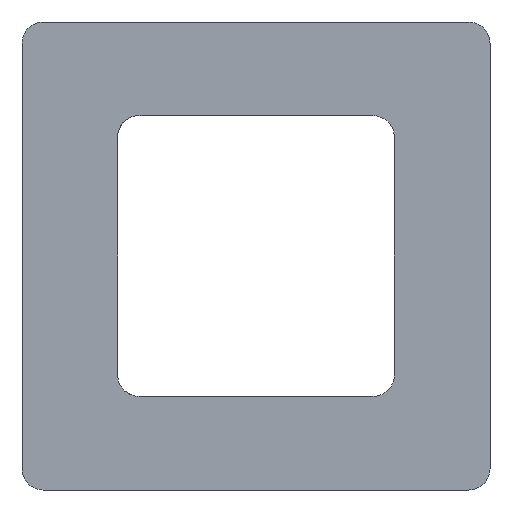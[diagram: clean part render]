
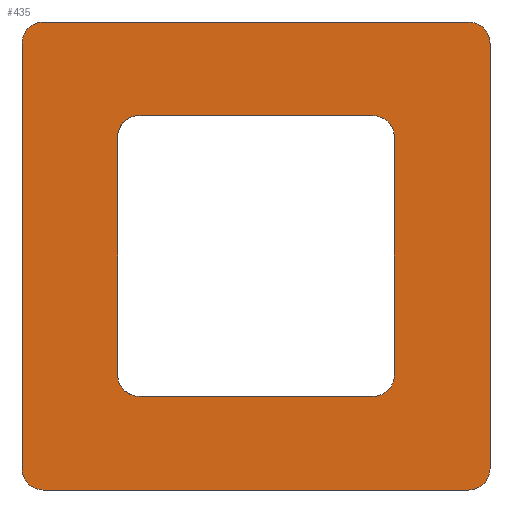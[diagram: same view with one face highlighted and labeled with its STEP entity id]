
A CAD part, front view. The second image highlights one B-rep face of the part: STEP entity #435.
In plain terms, the highlighted free-form (B-spline) face has degree [1, 1] with [2, 2] control points.
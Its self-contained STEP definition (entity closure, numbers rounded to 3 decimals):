
#10=CARTESIAN_POINT('',(6.5,0.0,-5.6));
#11=VERTEX_POINT('',#10);
#12=CARTESIAN_POINT('',(6.5,0.0,5.6));
#13=VERTEX_POINT('',#12);
#14=CARTESIAN_POINT('',(6.5,0.0,-5.6));
#15=CARTESIAN_POINT('',(6.5,0.0,5.6));
#16=QUASI_UNIFORM_CURVE('',1,(#14,#15),.UNSPECIFIED.,.F.,.U.);
#17=EDGE_CURVE('',#11,#13,#16,.T.);
#55=CARTESIAN_POINT('',(5.5,0.0,6.6));
#56=VERTEX_POINT('',#55);
#57=CARTESIAN_POINT('',(6.5,0.0,5.6));
#58=CARTESIAN_POINT('',(6.5,0.0,5.665));
#59=CARTESIAN_POINT('',(6.487,0.0,5.796));
#60=CARTESIAN_POINT('',(6.424,0.0,6.005));
#61=CARTESIAN_POINT('',(6.319,0.0,6.187));
#62=CARTESIAN_POINT('',(6.173,0.0,6.348));
#63=CARTESIAN_POINT('',(5.988,0.0,6.486));
#64=CARTESIAN_POINT('',(5.754,0.0,6.579));
#65=CARTESIAN_POINT('',(5.578,0.0,6.6));
#66=CARTESIAN_POINT('',(5.5,0.0,6.6));
#67=B_SPLINE_CURVE_WITH_KNOTS('',3,(#57,#58,#59,#60,#61,#62,#63,#64,#65,#66),.UNSPECIFIED.,.F.,.U.,(4,1,1,1,1,1,1,4),(0.,0.196,0.393,0.65,0.822,1.043,1.338,1.571),.UNSPECIFIED.);
#68=EDGE_CURVE('',#13,#56,#67,.T.);
#99=CARTESIAN_POINT('',(-5.5,0.0,6.6));
#100=VERTEX_POINT('',#99);
#101=CARTESIAN_POINT('',(5.5,0.0,6.6));
#102=CARTESIAN_POINT('',(-5.5,0.0,6.6));
#103=QUASI_UNIFORM_CURVE('',1,(#101,#102),.UNSPECIFIED.,.F.,.U.);
#104=EDGE_CURVE('',#56,#100,#103,.T.);
#136=CARTESIAN_POINT('',(-6.5,0.0,5.6));
#137=VERTEX_POINT('',#136);
#138=CARTESIAN_POINT('',(-5.5,0.0,6.6));
#139=CARTESIAN_POINT('',(-5.574,0.0,6.6));
#140=CARTESIAN_POINT('',(-5.713,0.0,6.585));
#141=CARTESIAN_POINT('',(-5.9,0.0,6.523));
#142=CARTESIAN_POINT('',(-6.048,0.0,6.442));
#143=CARTESIAN_POINT('',(-6.187,0.0,6.334));
#144=CARTESIAN_POINT('',(-6.312,0.0,6.197));
#145=CARTESIAN_POINT('',(-6.411,0.0,6.026));
#146=CARTESIAN_POINT('',(-6.481,0.0,5.829));
#147=CARTESIAN_POINT('',(-6.5,0.0,5.686));
#148=CARTESIAN_POINT('',(-6.5,0.0,5.6));
#149=B_SPLINE_CURVE_WITH_KNOTS('',3,(#138,#139,#140,#141,#142,#143,#144,#145,#146,#147,#148),.UNSPECIFIED.,.F.,.U.,(4,1,1,1,1,1,1,1,4),(0.,0.221,0.417,0.589,0.724,0.945,1.141,1.313,1.571),.UNSPECIFIED.);
#150=EDGE_CURVE('',#100,#137,#149,.T.);
#181=CARTESIAN_POINT('',(-6.5,0.0,-5.6));
#182=VERTEX_POINT('',#181);
#183=CARTESIAN_POINT('',(-6.5,0.0,5.6));
#184=CARTESIAN_POINT('',(-6.5,0.0,-5.6));
#185=QUASI_UNIFORM_CURVE('',1,(#183,#184),.UNSPECIFIED.,.F.,.U.);
#186=EDGE_CURVE('',#137,#182,#185,.T.);
#218=CARTESIAN_POINT('',(-5.5,0.0,-6.6));
#219=VERTEX_POINT('',#218);
#220=CARTESIAN_POINT('',(-6.5,0.0,-5.6));
#221=CARTESIAN_POINT('',(-6.5,0.0,-5.719));
#222=CARTESIAN_POINT('',(-6.463,0.0,-5.923));
#223=CARTESIAN_POINT('',(-6.331,0.0,-6.175));
#224=CARTESIAN_POINT('',(-6.155,0.0,-6.371));
#225=CARTESIAN_POINT('',(-5.94,0.0,-6.511));
#226=CARTESIAN_POINT('',(-5.709,0.0,-6.586));
#227=CARTESIAN_POINT('',(-5.565,0.0,-6.6));
#228=CARTESIAN_POINT('',(-5.5,0.0,-6.6));
#229=B_SPLINE_CURVE_WITH_KNOTS('',3,(#220,#221,#222,#223,#224,#225,#226,#227,#228),.UNSPECIFIED.,.F.,.U.,(4,1,1,1,1,1,4),(0.,0.356,0.614,0.847,1.141,1.374,1.571),.UNSPECIFIED.);
#230=EDGE_CURVE('',#182,#219,#229,.T.);
#262=CARTESIAN_POINT('',(5.5,0.0,-6.6));
#263=VERTEX_POINT('',#262);
#264=CARTESIAN_POINT('',(-5.5,0.0,-6.6));
#265=CARTESIAN_POINT('',(5.5,0.0,-6.6));
#266=QUASI_UNIFORM_CURVE('',1,(#264,#265),.UNSPECIFIED.,.F.,.U.);
#267=EDGE_CURVE('',#219,#263,#266,.T.);
#299=CARTESIAN_POINT('',(5.5,0.0,-6.6));
#300=CARTESIAN_POINT('',(6.5,0.0,-6.6));
#301=CARTESIAN_POINT('',(6.5,0.0,-5.6));
#309=(BOUNDED_CURVE()B_SPLINE_CURVE(2,(#299,#300,#301),.UNSPECIFIED.,.F.,.U.)CURVE()GEOMETRIC_REPRESENTATION_ITEM()QUASI_UNIFORM_CURVE()RATIONAL_B_SPLINE_CURVE((1.0,0.707,1.0))REPRESENTATION_ITEM(''));
#310=EDGE_CURVE('',#263,#11,#309,.T.);
#330=CARTESIAN_POINT('',(-12.099,0.0,12.099));
#331=CARTESIAN_POINT('',(12.099,0.0,12.099));
#332=CARTESIAN_POINT('',(-12.099,0.0,-12.099));
#333=CARTESIAN_POINT('',(12.099,0.0,-12.099));
#334=B_SPLINE_SURFACE_WITH_KNOTS('',1,1,((#330,#332),(#331,#333)),.UNSPECIFIED.,.F.,.F.,.U.,(2,2),(2,2),(0.0,24.198),(0.0,24.198),.UNSPECIFIED.);
#335=CARTESIAN_POINT('',(11.0,0.0,10.0));
#336=VERTEX_POINT('',#335);
#337=CARTESIAN_POINT('',(10.0,0.0,11.0));
#338=VERTEX_POINT('',#337);
#339=CARTESIAN_POINT('',(11.0,0.0,10.0));
#340=CARTESIAN_POINT('',(11.0,0.0,11.0));
#341=CARTESIAN_POINT('',(10.0,0.0,11.0));
#349=(BOUNDED_CURVE()B_SPLINE_CURVE(2,(#339,#340,#341),.UNSPECIFIED.,.F.,.U.)CURVE()GEOMETRIC_REPRESENTATION_ITEM()QUASI_UNIFORM_CURVE()RATIONAL_B_SPLINE_CURVE((1.0,0.707,1.0))REPRESENTATION_ITEM(''));
#350=EDGE_CURVE('',#336,#338,#349,.T.);
#351=ORIENTED_EDGE('',*,*,#350,.T.);
#352=CARTESIAN_POINT('',(-10.0,0.0,11.0));
#353=VERTEX_POINT('',#352);
#354=CARTESIAN_POINT('',(10.0,0.0,11.0));
#355=CARTESIAN_POINT('',(-10.0,0.0,11.0));
#356=QUASI_UNIFORM_CURVE('',1,(#354,#355),.UNSPECIFIED.,.F.,.U.);
#357=EDGE_CURVE('',#338,#353,#356,.T.);
#358=ORIENTED_EDGE('',*,*,#357,.T.);
#359=CARTESIAN_POINT('',(-11.0,0.0,10.0));
#360=VERTEX_POINT('',#359);
#361=CARTESIAN_POINT('',(-10.0,0.0,11.0));
#362=CARTESIAN_POINT('',(-11.0,0.0,11.0));
#363=CARTESIAN_POINT('',(-11.0,0.0,10.0));
#371=(BOUNDED_CURVE()B_SPLINE_CURVE(2,(#361,#362,#363),.UNSPECIFIED.,.F.,.U.)CURVE()GEOMETRIC_REPRESENTATION_ITEM()QUASI_UNIFORM_CURVE()RATIONAL_B_SPLINE_CURVE((1.0,0.707,1.0))REPRESENTATION_ITEM(''));
#372=EDGE_CURVE('',#353,#360,#371,.T.);
#373=ORIENTED_EDGE('',*,*,#372,.T.);
#374=CARTESIAN_POINT('',(-11.0,0.0,-10.0));
#375=VERTEX_POINT('',#374);
#376=CARTESIAN_POINT('',(-11.0,0.0,10.0));
#377=CARTESIAN_POINT('',(-11.0,0.0,-10.0));
#378=QUASI_UNIFORM_CURVE('',1,(#376,#377),.UNSPECIFIED.,.F.,.U.);
#379=EDGE_CURVE('',#360,#375,#378,.T.);
#380=ORIENTED_EDGE('',*,*,#379,.T.);
#381=CARTESIAN_POINT('',(-10.0,0.0,-11.0));
#382=VERTEX_POINT('',#381);
#383=CARTESIAN_POINT('',(-11.0,0.0,-10.0));
#384=CARTESIAN_POINT('',(-11.0,0.0,-11.0));
#385=CARTESIAN_POINT('',(-10.0,0.0,-11.0));
#393=(BOUNDED_CURVE()B_SPLINE_CURVE(2,(#383,#384,#385),.UNSPECIFIED.,.F.,.U.)CURVE()GEOMETRIC_REPRESENTATION_ITEM()QUASI_UNIFORM_CURVE()RATIONAL_B_SPLINE_CURVE((1.0,0.707,1.0))REPRESENTATION_ITEM(''));
#394=EDGE_CURVE('',#375,#382,#393,.T.);
#395=ORIENTED_EDGE('',*,*,#394,.T.);
#396=CARTESIAN_POINT('',(10.0,0.0,-11.0));
#397=VERTEX_POINT('',#396);
#398=CARTESIAN_POINT('',(-10.0,0.0,-11.0));
#399=CARTESIAN_POINT('',(10.0,0.0,-11.0));
#400=QUASI_UNIFORM_CURVE('',1,(#398,#399),.UNSPECIFIED.,.F.,.U.);
#401=EDGE_CURVE('',#382,#397,#400,.T.);
#402=ORIENTED_EDGE('',*,*,#401,.T.);
#403=CARTESIAN_POINT('',(11.0,0.0,-10.0));
#404=VERTEX_POINT('',#403);
#405=CARTESIAN_POINT('',(10.0,0.0,-11.0));
#406=CARTESIAN_POINT('',(11.0,0.0,-11.0));
#407=CARTESIAN_POINT('',(11.0,0.0,-10.0));
#415=(BOUNDED_CURVE()B_SPLINE_CURVE(2,(#405,#406,#407),.UNSPECIFIED.,.F.,.U.)CURVE()GEOMETRIC_REPRESENTATION_ITEM()QUASI_UNIFORM_CURVE()RATIONAL_B_SPLINE_CURVE((1.0,0.707,1.0))REPRESENTATION_ITEM(''));
#416=EDGE_CURVE('',#397,#404,#415,.T.);
#417=ORIENTED_EDGE('',*,*,#416,.T.);
#418=CARTESIAN_POINT('',(11.0,0.0,-10.0));
#419=CARTESIAN_POINT('',(11.0,0.0,10.0));
#420=QUASI_UNIFORM_CURVE('',1,(#418,#419),.UNSPECIFIED.,.F.,.U.);
#421=EDGE_CURVE('',#404,#336,#420,.T.);
#422=ORIENTED_EDGE('',*,*,#421,.T.);
#423=EDGE_LOOP('',(#351,#358,#373,#380,#395,#402,#417,#422));
#424=FACE_OUTER_BOUND('',#423,.T.);
#425=ORIENTED_EDGE('',*,*,#310,.F.);
#426=ORIENTED_EDGE('',*,*,#267,.F.);
#427=ORIENTED_EDGE('',*,*,#230,.F.);
#428=ORIENTED_EDGE('',*,*,#186,.F.);
#429=ORIENTED_EDGE('',*,*,#150,.F.);
#430=ORIENTED_EDGE('',*,*,#104,.F.);
#431=ORIENTED_EDGE('',*,*,#68,.F.);
#432=ORIENTED_EDGE('',*,*,#17,.F.);
#433=EDGE_LOOP('',(#425,#426,#427,#428,#429,#430,#431,#432));
#434=FACE_BOUND('',#433,.T.);
#435=ADVANCED_FACE('',(#424,#434),#334,.F.);
